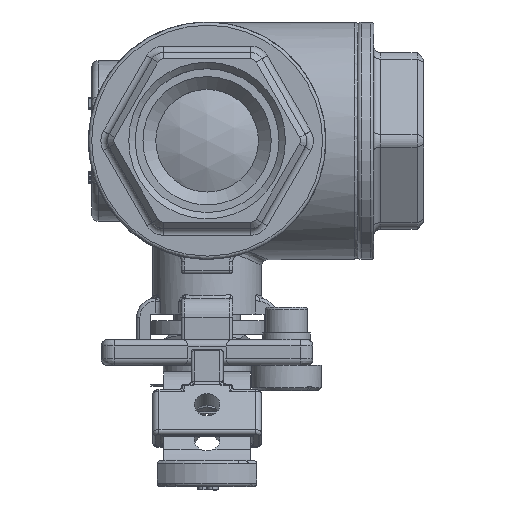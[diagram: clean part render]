
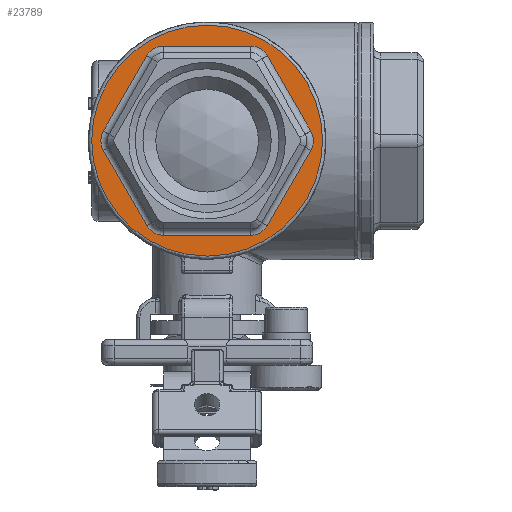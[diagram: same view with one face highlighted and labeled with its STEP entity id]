
A CAD part, top view. The second image highlights one B-rep face of the part: STEP entity #23789.
In plain terms, the highlighted planar face has unit normal (0, 0, 1).
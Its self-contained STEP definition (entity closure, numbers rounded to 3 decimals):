
#1871=FACE_BOUND('',#4666,.T.);
#2230=CIRCLE('',#25215,6.);
#2233=CIRCLE('',#25220,6.);
#2237=CIRCLE('',#25226,6.);
#2241=CIRCLE('',#25232,6.);
#2245=CIRCLE('',#25238,6.);
#2249=CIRCLE('',#25244,6.);
#2254=CIRCLE('',#25257,36.);
#3224=FACE_OUTER_BOUND('',#4665,.T.);
#4665=EDGE_LOOP('',(#18172));
#4666=EDGE_LOOP('',(#18173,#18174,#18175,#18176,#18177,#18178,#18179,#18180,
#18181,#18182,#18183,#18184));
#6388=LINE('',#39495,#8206);
#6390=LINE('',#39507,#8208);
#6392=LINE('',#39519,#8210);
#6394=LINE('',#39531,#8212);
#6396=LINE('',#39543,#8214);
#6398=LINE('',#39552,#8216);
#8206=VECTOR('',#28649,10.);
#8208=VECTOR('',#28663,10.);
#8210=VECTOR('',#28677,10.);
#8212=VECTOR('',#28691,10.);
#8214=VECTOR('',#28705,10.);
#8216=VECTOR('',#28717,10.);
#10189=VERTEX_POINT('',#39483);
#10192=VERTEX_POINT('',#39488);
#10194=VERTEX_POINT('',#39493);
#10196=VERTEX_POINT('',#39499);
#10198=VERTEX_POINT('',#39505);
#10200=VERTEX_POINT('',#39511);
#10202=VERTEX_POINT('',#39517);
#10204=VERTEX_POINT('',#39523);
#10206=VERTEX_POINT('',#39529);
#10208=VERTEX_POINT('',#39535);
#10210=VERTEX_POINT('',#39541);
#10212=VERTEX_POINT('',#39547);
#10220=VERTEX_POINT('',#39581);
#12974=EDGE_CURVE('',#10192,#10189,#2230,.T.);
#12976=EDGE_CURVE('',#10194,#10192,#6388,.T.);
#12979=EDGE_CURVE('',#10196,#10194,#2233,.T.);
#12982=EDGE_CURVE('',#10198,#10196,#6390,.T.);
#12985=EDGE_CURVE('',#10200,#10198,#2237,.T.);
#12988=EDGE_CURVE('',#10202,#10200,#6392,.T.);
#12991=EDGE_CURVE('',#10204,#10202,#2241,.T.);
#12994=EDGE_CURVE('',#10206,#10204,#6394,.T.);
#12997=EDGE_CURVE('',#10208,#10206,#2245,.T.);
#13000=EDGE_CURVE('',#10210,#10208,#6396,.T.);
#13003=EDGE_CURVE('',#10212,#10210,#2249,.T.);
#13005=EDGE_CURVE('',#10189,#10212,#6398,.T.);
#13020=EDGE_CURVE('',#10220,#10220,#2254,.T.);
#18172=ORIENTED_EDGE('',*,*,#13020,.F.);
#18173=ORIENTED_EDGE('',*,*,#12974,.F.);
#18174=ORIENTED_EDGE('',*,*,#12976,.F.);
#18175=ORIENTED_EDGE('',*,*,#12979,.F.);
#18176=ORIENTED_EDGE('',*,*,#12982,.F.);
#18177=ORIENTED_EDGE('',*,*,#12985,.F.);
#18178=ORIENTED_EDGE('',*,*,#12988,.F.);
#18179=ORIENTED_EDGE('',*,*,#12991,.F.);
#18180=ORIENTED_EDGE('',*,*,#12994,.F.);
#18181=ORIENTED_EDGE('',*,*,#12997,.F.);
#18182=ORIENTED_EDGE('',*,*,#13000,.F.);
#18183=ORIENTED_EDGE('',*,*,#13003,.F.);
#18184=ORIENTED_EDGE('',*,*,#13005,.F.);
#21457=PLANE('',#25256);
#23789=ADVANCED_FACE('',(#3224,#1871),#21457,.T.);
#25215=AXIS2_PLACEMENT_3D('',#39490,#28643,#28644);
#25220=AXIS2_PLACEMENT_3D('',#39501,#28655,#28656);
#25226=AXIS2_PLACEMENT_3D('',#39513,#28669,#28670);
#25232=AXIS2_PLACEMENT_3D('',#39525,#28683,#28684);
#25238=AXIS2_PLACEMENT_3D('',#39537,#28697,#28698);
#25244=AXIS2_PLACEMENT_3D('',#39549,#28711,#28712);
#25256=AXIS2_PLACEMENT_3D('',#39580,#28747,#28748);
#25257=AXIS2_PLACEMENT_3D('',#39582,#28749,#28750);
#28643=DIRECTION('center_axis',(0.,0.,
1.));
#28644=DIRECTION('ref_axis',(0.5,0.866,0.));
#28649=DIRECTION('',(-0.5,0.866,0.));
#28655=DIRECTION('center_axis',(0.,0.,
1.));
#28656=DIRECTION('ref_axis',(1.,0.,0.));
#28663=DIRECTION('',(0.5,0.866,0.));
#28669=DIRECTION('center_axis',(0.,0.,
1.));
#28670=DIRECTION('ref_axis',(0.5,-0.866,0.));
#28677=DIRECTION('',(1.,0.,0.));
#28683=DIRECTION('center_axis',(0.,0.,
1.));
#28684=DIRECTION('ref_axis',(-0.5,-0.866,0.));
#28691=DIRECTION('',(0.5,-0.866,0.));
#28697=DIRECTION('center_axis',(0.,0.,
1.));
#28698=DIRECTION('ref_axis',(-1.,0.,0.));
#28705=DIRECTION('',(-0.5,-0.866,0.));
#28711=DIRECTION('center_axis',(0.,0.,
1.));
#28712=DIRECTION('ref_axis',(-0.5,0.866,0.));
#28717=DIRECTION('',(-1.,0.,0.));
#28747=DIRECTION('center_axis',(0.,0.,
1.));
#28748=DIRECTION('ref_axis',(-1.,0.,0.));
#28749=DIRECTION('center_axis',(0.,0.,
-1.));
#28750=DIRECTION('ref_axis',(1.,0.,0.));
#39483=CARTESIAN_POINT('',(13.568,29.5,99.));
#39488=CARTESIAN_POINT('',(18.764,26.5,99.));
#39490=CARTESIAN_POINT('Origin',(13.568,23.5,99.));
#39493=CARTESIAN_POINT('',(32.332,3.,99.));
#39495=CARTESIAN_POINT('',(28.94,8.875,99.));
#39499=CARTESIAN_POINT('',(32.332,-3.,99.));
#39501=CARTESIAN_POINT('Origin',(27.135,0.,
99.));
#39505=CARTESIAN_POINT('',(18.764,-26.5,99.));
#39507=CARTESIAN_POINT('',(22.156,-20.625,99.));
#39511=CARTESIAN_POINT('',(13.568,-29.5,99.));
#39513=CARTESIAN_POINT('Origin',(13.568,-23.5,99.));
#39517=CARTESIAN_POINT('',(-13.568,-29.5,99.));
#39519=CARTESIAN_POINT('',(-6.784,-29.5,99.));
#39523=CARTESIAN_POINT('',(-18.764,-26.5,99.));
#39525=CARTESIAN_POINT('Origin',(-13.568,-23.5,99.));
#39529=CARTESIAN_POINT('',(-32.332,-3.,99.));
#39531=CARTESIAN_POINT('',(-28.94,-8.875,99.));
#39535=CARTESIAN_POINT('',(-32.332,3.,99.));
#39537=CARTESIAN_POINT('Origin',(-27.135,0.,
99.));
#39541=CARTESIAN_POINT('',(-18.764,26.5,99.));
#39543=CARTESIAN_POINT('',(-22.156,20.625,99.));
#39547=CARTESIAN_POINT('',(-13.568,29.5,99.));
#39549=CARTESIAN_POINT('Origin',(-13.568,23.5,99.));
#39552=CARTESIAN_POINT('',(6.784,29.5,99.));
#39580=CARTESIAN_POINT('Origin',(0.,0.,
99.));
#39581=CARTESIAN_POINT('',(-36.,0.,99.));
#39582=CARTESIAN_POINT('Origin',(0.,0.,
99.));
